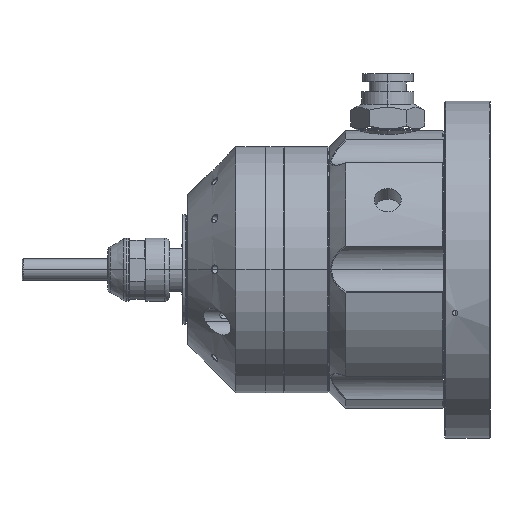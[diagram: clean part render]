
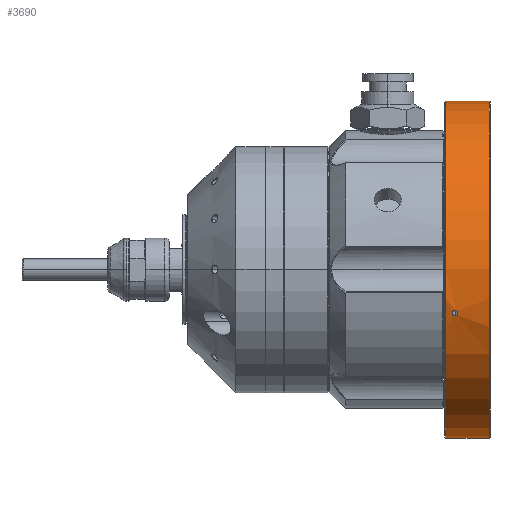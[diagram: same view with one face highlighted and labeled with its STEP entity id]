
A CAD part, top view. The second image highlights one B-rep face of the part: STEP entity #3690.
In plain terms, the highlighted cylindrical face has radius 31.5 mm (diameter 63 mm), a partial arc.
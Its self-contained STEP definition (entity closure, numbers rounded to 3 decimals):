
#354 = CIRCLE ( 'NONE', #14149, 31.5 ) ;
#624 = EDGE_CURVE ( 'NONE', #13770, #5608, #13224, .T. ) ;
#903 = CARTESIAN_POINT ( 'NONE',  ( 50.132, -7.669, 30.552 ) ) ;
#1117 = CARTESIAN_POINT ( 'NONE',  ( 42.994, 0., 0. ) ) ;
#1217 = DIRECTION ( 'NONE',  ( 0., -1., 0. ) ) ;
#1314 = DIRECTION ( 'NONE',  ( 1., 0., 0. ) ) ;
#1806 = EDGE_CURVE ( 'NONE', #5608, #13770, #15167, .T. ) ;
#1829 = CARTESIAN_POINT ( 'NONE',  ( 48.2, 0., 0. ) ) ;
#1848 = VERTEX_POINT ( 'NONE', #19398 ) ;
#2055 = DIRECTION ( 'NONE',  ( -1., 0., 0. ) ) ;
#2483 = CARTESIAN_POINT ( 'NONE',  ( 50.446, -7.9, 30.493 ) ) ;
#2544 = ORIENTED_EDGE ( 'NONE', *, *, #5416, .T. ) ;
#3145 = DIRECTION ( 'NONE',  ( 0., -1., 0. ) ) ;
#3492 = LINE ( 'NONE', #11972, #18585 ) ;
#3690 = ADVANCED_FACE ( 'NONE', ( #5832, #14679 ), #19304, .T. ) ;
#4324 = CARTESIAN_POINT ( 'NONE',  ( 48.2, 31.5, 0. ) ) ;
#4340 = CARTESIAN_POINT ( 'NONE',  ( 50., -7.669, 30.552 ) ) ;
#4568 = VERTEX_POINT ( 'NONE', #9835 ) ;
#4668 = DIRECTION ( 'NONE',  ( 1., 0., 0. ) ) ;
#4688 = ORIENTED_EDGE ( 'NONE', *, *, #7952, .T. ) ;
#4792 = CARTESIAN_POINT ( 'NONE',  ( 56.4, 31.5, 0. ) ) ;
#5416 = EDGE_CURVE ( 'NONE', #13698, #4568, #17767, .T. ) ;
#5543 = ORIENTED_EDGE ( 'NONE', *, *, #18278, .F. ) ;
#5608 = VERTEX_POINT ( 'NONE', #19026 ) ;
#5619 = CARTESIAN_POINT ( 'NONE',  ( 49.554, -8.405, 30.358 ) ) ;
#5786 = VECTOR ( 'NONE', #17938, 1000. ) ;
#5832 = FACE_OUTER_BOUND ( 'NONE', #12366, .T. ) ;
#5916 = CARTESIAN_POINT ( 'NONE',  ( 50., -7.669, 30.552 ) ) ;
#6999 = CARTESIAN_POINT ( 'NONE',  ( 50.131, -8.635, 30.293 ) ) ;
#7166 = ORIENTED_EDGE ( 'NONE', *, *, #1806, .T. ) ;
#7294 = CARTESIAN_POINT ( 'NONE',  ( 49.554, -7.901, 30.493 ) ) ;
#7329 = ORIENTED_EDGE ( 'NONE', *, *, #13086, .T. ) ;
#7402 = AXIS2_PLACEMENT_3D ( 'NONE', #1829, #4668, #10662 ) ;
#7952 = EDGE_CURVE ( 'NONE', #1848, #16905, #354, .T. ) ;
#8466 = CARTESIAN_POINT ( 'NONE',  ( 50.261, -8.583, 30.308 ) ) ;
#8761 = CARTESIAN_POINT ( 'NONE',  ( 49.868, -7.669, 30.552 ) ) ;
#9227 = CARTESIAN_POINT ( 'NONE',  ( 56.4, 0., 0. ) ) ;
#9835 = CARTESIAN_POINT ( 'NONE',  ( 48.2, -31.5, 0. ) ) ;
#9942 = CARTESIAN_POINT ( 'NONE',  ( 50.5, -8.279, 30.393 ) ) ;
#10137 = CARTESIAN_POINT ( 'NONE',  ( 49.739, -8.583, 30.308 ) ) ;
#10662 = DIRECTION ( 'NONE',  ( 0., 1., 0. ) ) ;
#10692 = CARTESIAN_POINT ( 'NONE',  ( 50., -7.669, 30.552 ) ) ;
#10777 = CARTESIAN_POINT ( 'NONE',  ( 49.5, -8.026, 30.461 ) ) ;
#10830 = CARTESIAN_POINT ( 'NONE',  ( 42.994, 31.5, 0. ) ) ;
#11409 = CARTESIAN_POINT ( 'NONE',  ( 50.261, -7.722, 30.539 ) ) ;
#11550 = EDGE_LOOP ( 'NONE', ( #17563, #7166 ) ) ;
#11972 = CARTESIAN_POINT ( 'NONE',  ( 42.994, -31.5, 0. ) ) ;
#12366 = EDGE_LOOP ( 'NONE', ( #5543, #2544, #7329, #4688 ) ) ;
#13086 = EDGE_CURVE ( 'NONE', #4568, #1848, #3492, .T. ) ;
#13176 = CARTESIAN_POINT ( 'NONE',  ( 50.447, -8.404, 30.358 ) ) ;
#13224 = B_SPLINE_CURVE_WITH_KNOTS ( 'NONE', 3,
 ( #4340, #903, #11409, #2483, #17419, #9942, #13176, #8466, #6999, #18995 ),
 .UNSPECIFIED., .F., .F.,
 ( 4, 2, 2, 2, 4 ),
 ( 0., 0.25, 0.5, 0.75, 1. ),
 .UNSPECIFIED. ) ;
#13381 = CARTESIAN_POINT ( 'NONE',  ( 49.5, -8.28, 30.393 ) ) ;
#13698 = VERTEX_POINT ( 'NONE', #4324 ) ;
#13770 = VERTEX_POINT ( 'NONE', #10692 ) ;
#14149 = AXIS2_PLACEMENT_3D ( 'NONE', #9227, #2055, #3145 ) ;
#14557 = CARTESIAN_POINT ( 'NONE',  ( 49.869, -8.635, 30.293 ) ) ;
#14679 = FACE_BOUND ( 'NONE', #11550, .T. ) ;
#14952 = CARTESIAN_POINT ( 'NONE',  ( 49.739, -7.721, 30.539 ) ) ;
#15167 = B_SPLINE_CURVE_WITH_KNOTS ( 'NONE', 3,
 ( #17909, #14557, #10137, #5619, #13381, #10777, #7294, #14952, #8761, #5916 ),
 .UNSPECIFIED., .F., .F.,
 ( 4, 2, 2, 2, 4 ),
 ( 0., 0.25, 0.5, 0.75, 1. ),
 .UNSPECIFIED. ) ;
#16553 = LINE ( 'NONE', #10830, #5786 ) ;
#16905 = VERTEX_POINT ( 'NONE', #4792 ) ;
#17419 = CARTESIAN_POINT ( 'NONE',  ( 50.5, -8.026, 30.461 ) ) ;
#17563 = ORIENTED_EDGE ( 'NONE', *, *, #624, .T. ) ;
#17767 = CIRCLE ( 'NONE', #7402, 31.5 ) ;
#17909 = CARTESIAN_POINT ( 'NONE',  ( 50., -8.635, 30.293 ) ) ;
#17938 = DIRECTION ( 'NONE',  ( 1., 0., 0. ) ) ;
#17987 = DIRECTION ( 'NONE',  ( 1., 0., 0. ) ) ;
#18277 = AXIS2_PLACEMENT_3D ( 'NONE', #1117, #1314, #1217 ) ;
#18278 = EDGE_CURVE ( 'NONE', #13698, #16905, #16553, .T. ) ;
#18585 = VECTOR ( 'NONE', #17987, 1000. ) ;
#18995 = CARTESIAN_POINT ( 'NONE',  ( 50., -8.635, 30.293 ) ) ;
#19026 = CARTESIAN_POINT ( 'NONE',  ( 50., -8.635, 30.293 ) ) ;
#19304 = CYLINDRICAL_SURFACE ( 'NONE', #18277, 31.5 ) ;
#19398 = CARTESIAN_POINT ( 'NONE',  ( 56.4, -31.5, 0. ) ) ;
